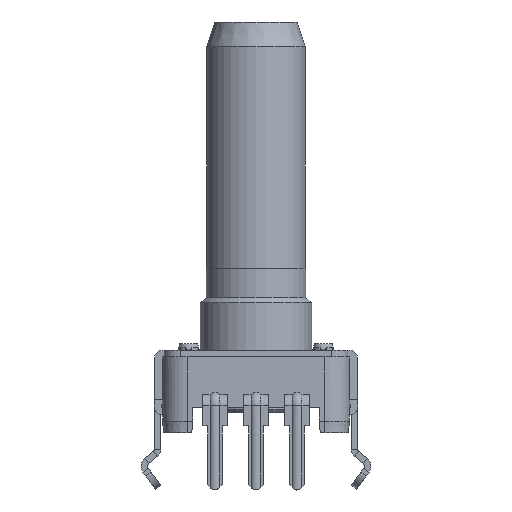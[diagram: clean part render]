
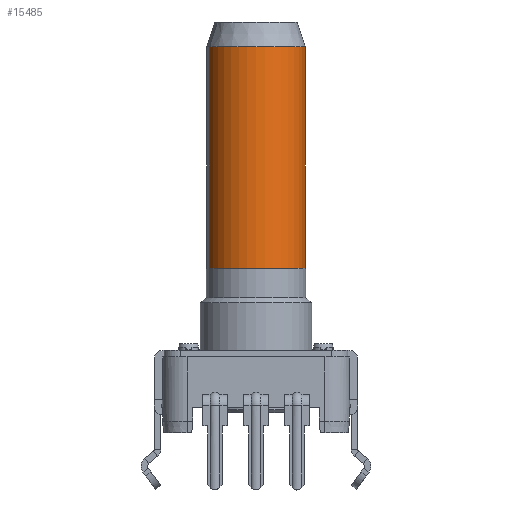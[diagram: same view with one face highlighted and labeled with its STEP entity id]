
A CAD part, front view. The second image highlights one B-rep face of the part: STEP entity #15485.
In plain terms, the highlighted cylindrical face has radius 3 mm (diameter 6 mm), a partial arc.
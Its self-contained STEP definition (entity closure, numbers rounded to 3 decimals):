
#4573 = DIRECTION ( 'NONE',  ( -1., 0., 0. ) ) ;
#4574 = DIRECTION ( 'NONE',  ( 0., 0., 1. ) ) ;
#4575 = CARTESIAN_POINT ( 'NONE',  ( 0., 0., 7.7 ) ) ;
#4576 = AXIS2_PLACEMENT_3D ( 'NONE', #4575, #4574, #4573 ) ;
#4577 = CIRCLE ( 'NONE', #4576, 3. ) ;
#4797 = FACE_OUTER_BOUND ( 'NONE', #15486, .T. ) ;
#4825 = DIRECTION ( 'NONE',  ( -0.94, -0.342, 0. ) ) ;
#4826 = DIRECTION ( 'NONE',  ( 0., 0., -1. ) ) ;
#4827 = AXIS2_PLACEMENT_3D ( 'NONE', #4831, #4826, #4825 ) ;
#4828 = CYLINDRICAL_SURFACE ( 'NONE', #4827, 3. ) ;
#4831 = CARTESIAN_POINT ( 'NONE',  ( 0., 0., 5.771 ) ) ;
#6431 = CARTESIAN_POINT ( 'NONE',  ( -2.819, -1.026, 21.2 ) ) ;
#6434 = DIRECTION ( 'NONE',  ( -0.94, -0.342, 0. ) ) ;
#6436 = DIRECTION ( 'NONE',  ( 0., 0., -1. ) ) ;
#6438 = AXIS2_PLACEMENT_3D ( 'NONE', #6453, #6436, #6434 ) ;
#6440 = CIRCLE ( 'NONE', #6438, 3. ) ;
#6453 = CARTESIAN_POINT ( 'NONE',  ( 0., 0., 21.2 ) ) ;
#6527 = CARTESIAN_POINT ( 'NONE',  ( 2.819, 1.026, 21.2 ) ) ;
#6875 = DIRECTION ( 'NONE',  ( 0., 0., -1. ) ) ;
#6876 = VECTOR ( 'NONE', #6875, 1000. ) ;
#6878 = CARTESIAN_POINT ( 'NONE',  ( 2.819, 1.026, 5.771 ) ) ;
#6880 = LINE ( 'NONE', #6878, #6876 ) ;
#6974 = CARTESIAN_POINT ( 'NONE',  ( -2.819, -1.026, 7.7 ) ) ;
#7211 = CARTESIAN_POINT ( 'NONE',  ( 2.819, 1.026, 7.7 ) ) ;
#7269 = DIRECTION ( 'NONE',  ( 0., 0., -1. ) ) ;
#7270 = VECTOR ( 'NONE', #7269, 1000. ) ;
#7271 = CARTESIAN_POINT ( 'NONE',  ( -2.819, -1.026, 5.771 ) ) ;
#7272 = LINE ( 'NONE', #7271, #7270 ) ;
#15412 = EDGE_CURVE ( 'NONE', #15954, #15991, #4577, .T. ) ;
#15485 = ADVANCED_FACE ( 'NONE', ( #4797 ), #4828, .T. ) ;
#15486 = EDGE_LOOP ( 'NONE', ( #15487, #15488, #15489, #15490 ) ) ;
#15487 = ORIENTED_EDGE ( 'NONE', *, *, #15943, .F. ) ;
#15488 = ORIENTED_EDGE ( 'NONE', *, *, #15894, .T. ) ;
#15489 = ORIENTED_EDGE ( 'NONE', *, *, #15994, .T. ) ;
#15490 = ORIENTED_EDGE ( 'NONE', *, *, #15412, .T. ) ;
#15894 = EDGE_CURVE ( 'NONE', #15907, #15898, #6440, .T. ) ;
#15898 = VERTEX_POINT ( 'NONE', #6431 ) ;
#15907 = VERTEX_POINT ( 'NONE', #6527 ) ;
#15943 = EDGE_CURVE ( 'NONE', #15907, #15991, #6880, .T. ) ;
#15954 = VERTEX_POINT ( 'NONE', #6974 ) ;
#15991 = VERTEX_POINT ( 'NONE', #7211 ) ;
#15994 = EDGE_CURVE ( 'NONE', #15898, #15954, #7272, .T. ) ;
